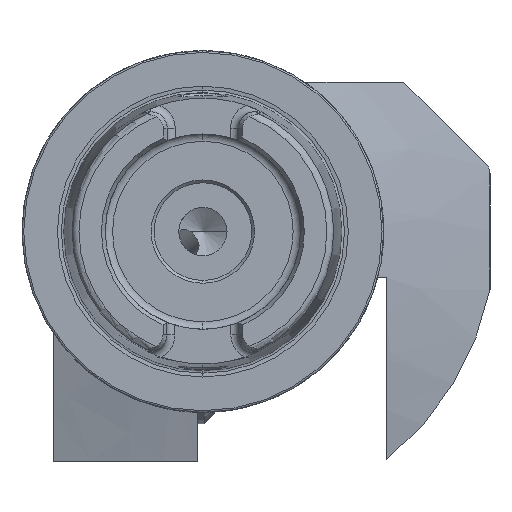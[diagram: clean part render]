
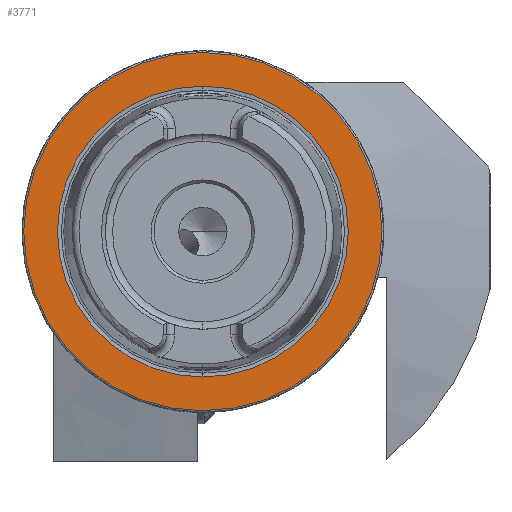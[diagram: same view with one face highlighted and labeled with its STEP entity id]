
A CAD part, left-side view. The second image highlights one B-rep face of the part: STEP entity #3771.
In plain terms, the highlighted planar face has unit normal (-1, 0, 0).
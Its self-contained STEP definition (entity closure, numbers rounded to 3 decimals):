
#456 = CIRCLE ( 'NONE', #4049, 25.324 ) ;
#591 = CIRCLE ( 'NONE', #4091, 31.2 ) ;
#592 = CIRCLE ( 'NONE', #4092, 25.324 ) ;
#1030 = FACE_BOUND ( 'NONE', #3015, .T. ) ;
#1037 = FACE_OUTER_BOUND ( 'NONE', #3004, .T. ) ;
#1326 = CIRCLE ( 'NONE', #8423, 31.2 ) ;
#1680 = AXIS2_PLACEMENT_3D ( 'NONE', #7191, #7197, #7198 ) ;
#2027 = EDGE_CURVE ( 'NONE', #2254, #2509, #456, .T. ) ;
#2137 = EDGE_CURVE ( 'NONE', #2514, #2529, #591, .T. ) ;
#2138 = EDGE_CURVE ( 'NONE', #2509, #2254, #592, .T. ) ;
#2254 = VERTEX_POINT ( 'NONE', #5858 ) ;
#2509 = VERTEX_POINT ( 'NONE', #5963 ) ;
#2514 = VERTEX_POINT ( 'NONE', #5967 ) ;
#2529 = VERTEX_POINT ( 'NONE', #5980 ) ;
#3004 = EDGE_LOOP ( 'NONE', ( #3393, #3394 ) ) ;
#3015 = EDGE_LOOP ( 'NONE', ( #3391, #3392 ) ) ;
#3391 = ORIENTED_EDGE ( 'NONE', *, *, #2138, .F. ) ;
#3392 = ORIENTED_EDGE ( 'NONE', *, *, #2027, .F. ) ;
#3393 = ORIENTED_EDGE ( 'NONE', *, *, #3957, .T. ) ;
#3394 = ORIENTED_EDGE ( 'NONE', *, *, #2137, .T. ) ;
#3771 = ADVANCED_FACE ( 'NONE', ( #1030, #1037 ), #7192, .F. ) ;
#3957 = EDGE_CURVE ( 'NONE', #2529, #2514, #1326, .T. ) ;
#4049 = AXIS2_PLACEMENT_3D ( 'NONE', #5076, #5077, #5078 ) ;
#4091 = AXIS2_PLACEMENT_3D ( 'NONE', #5567, #5568, #5569 ) ;
#4092 = AXIS2_PLACEMENT_3D ( 'NONE', #5571, #5572, #5573 ) ;
#5076 = CARTESIAN_POINT ( 'NONE',  ( 0., 0., 0. ) ) ;
#5077 = DIRECTION ( 'NONE',  ( -1., 0., 0. ) ) ;
#5078 = DIRECTION ( 'NONE',  ( 0., 0., 1. ) ) ;
#5567 = CARTESIAN_POINT ( 'NONE',  ( 0., 0., 0. ) ) ;
#5568 = DIRECTION ( 'NONE',  ( -1., 0., 0. ) ) ;
#5569 = DIRECTION ( 'NONE',  ( 0., 0., 1. ) ) ;
#5571 = CARTESIAN_POINT ( 'NONE',  ( 0., 0., 0. ) ) ;
#5572 = DIRECTION ( 'NONE',  ( -1., 0., 0. ) ) ;
#5573 = DIRECTION ( 'NONE',  ( 0., 0., 1. ) ) ;
#5858 = CARTESIAN_POINT ( 'NONE',  ( 0., 0., -25.324 ) ) ;
#5963 = CARTESIAN_POINT ( 'NONE',  ( 0., 0., 25.324 ) ) ;
#5967 = CARTESIAN_POINT ( 'NONE',  ( 0., 0., -31.2 ) ) ;
#5980 = CARTESIAN_POINT ( 'NONE',  ( 0., 0., 31.2 ) ) ;
#7191 = CARTESIAN_POINT ( 'NONE',  ( 0., 31.2, 0. ) ) ;
#7192 = PLANE ( 'NONE',  #1680 ) ;
#7197 = DIRECTION ( 'NONE',  ( 1., 0., 0. ) ) ;
#7198 = DIRECTION ( 'NONE',  ( 0., 0., -1. ) ) ;
#7947 = CARTESIAN_POINT ( 'NONE',  ( 0., 0., 0. ) ) ;
#7948 = DIRECTION ( 'NONE',  ( -1., 0., 0. ) ) ;
#7949 = DIRECTION ( 'NONE',  ( 0., 0., 1. ) ) ;
#8423 = AXIS2_PLACEMENT_3D ( 'NONE', #7947, #7948, #7949 ) ;
